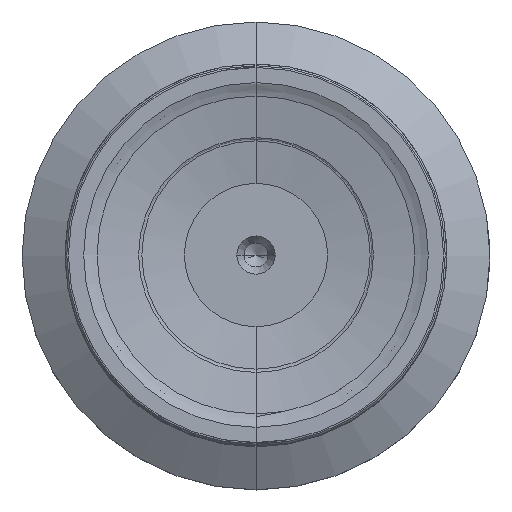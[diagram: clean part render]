
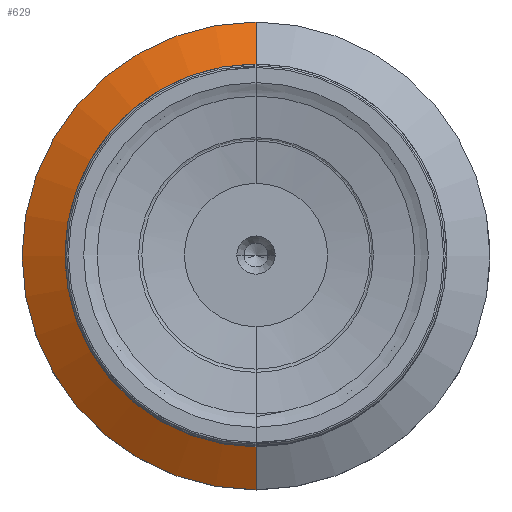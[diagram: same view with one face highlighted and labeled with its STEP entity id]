
A CAD part, top view. The second image highlights one B-rep face of the part: STEP entity #629.
In plain terms, the highlighted conical face has half-angle 60 degrees and reference radius 22.125 mm.
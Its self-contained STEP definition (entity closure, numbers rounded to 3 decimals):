
#105=CARTESIAN_POINT('',(0.,0.,10.742));
#106=DIRECTION('',(0.,0.,1.));
#107=DIRECTION('',(0.,1.,0.));
#108=AXIS2_PLACEMENT_3D('',#105,#106,#107);
#110=DIRECTION('',(0.,0.866,0.5));
#111=VECTOR('',#110,5.485);
#112=CARTESIAN_POINT('',(0.,-24.5,8.));
#113=LINE('',#112,#111);
#114=CARTESIAN_POINT('',(0.,0.,8.));
#115=DIRECTION('',(0.,0.,1.));
#116=DIRECTION('',(0.,1.,0.));
#117=AXIS2_PLACEMENT_3D('',#114,#115,#116);
#119=DIRECTION('',(0.,-0.866,0.5));
#120=VECTOR('',#119,5.485);
#121=CARTESIAN_POINT('',(0.,24.5,8.));
#122=LINE('',#121,#120);
#444=CARTESIAN_POINT('',(0.,24.5,8.));
#445=VERTEX_POINT('',#444);
#464=CARTESIAN_POINT('',(0.,-24.5,8.));
#465=VERTEX_POINT('',#464);
#474=CARTESIAN_POINT('',(0.,19.75,10.742));
#475=CARTESIAN_POINT('',(0.,-19.75,10.742));
#476=VERTEX_POINT('',#474);
#477=VERTEX_POINT('',#475);
#615=CARTESIAN_POINT('',(0.,0.,9.371));
#616=DIRECTION('',(0.,0.,-1.));
#617=DIRECTION('',(0.,-1.,0.));
#618=AXIS2_PLACEMENT_3D('',#615,#616,#617);
#619=CONICAL_SURFACE('',#618,22.125,60.);
#620=ORIENTED_EDGE('',*,*,#605,.T.);
#622=ORIENTED_EDGE('',*,*,#621,.F.);
#624=ORIENTED_EDGE('',*,*,#623,.F.);
#626=ORIENTED_EDGE('',*,*,#625,.T.);
#627=EDGE_LOOP('',(#620,#622,#624,#626));
#628=FACE_OUTER_BOUND('',#627,.F.);
#629=ADVANCED_FACE('',(#628),#619,.T.);
#109=CIRCLE('',#108,19.75);
#118=CIRCLE('',#117,24.5);
#605=EDGE_CURVE('',#476,#477,#109,.T.);
#621=EDGE_CURVE('',#465,#477,#113,.T.);
#623=EDGE_CURVE('',#445,#465,#118,.T.);
#625=EDGE_CURVE('',#445,#476,#122,.T.);
